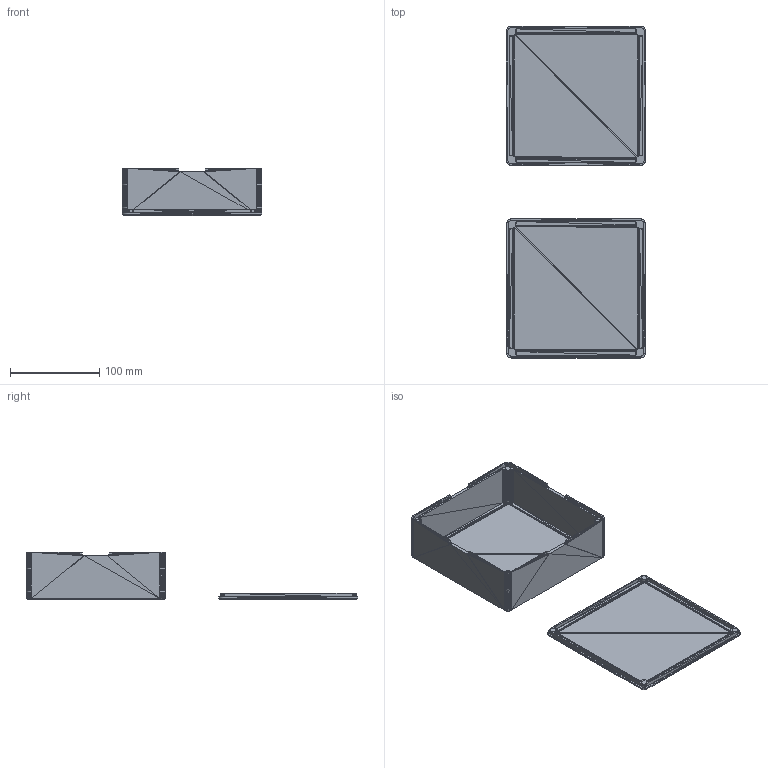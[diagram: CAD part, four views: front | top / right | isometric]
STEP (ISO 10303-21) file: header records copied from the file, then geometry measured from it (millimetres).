
FILE_DESCRIPTION(/* description */ (''),/* implementation_level */ '2;1');
FILE_NAME(/* name */ 'snatch-box v11.step',/* time_stamp */ '2025-04-10T14:25:37+01:00',/* author */ (''),/* organization */ (''),/* preprocessor_version */ 'ST-DEVELOPER v20.1',/* originating_system */ 'Autodesk Translation Framework v14.4.0.0',/* authorisation */ '');
FILE_SCHEMA (('AUTOMOTIVE_DESIGN { 1 0 10303 214 3 1 1 }'));
Length unit declared in the file: millimetre
Products named in the file (1): snatch-box
Bounding box: 156.4 x 372.4 x 53.2 mm (x, y, z)
Volume: 259133 mm3; surface area: 165579.8 mm2
Topology: 2 solids, 10 shells, 2644 faces, 4366 edges, 1744 vertices
Faces by surface type: plane 2644
Entity records: 55266 total; most frequent: DIRECTION 9656, CARTESIAN_POINT 8755, ORIENTED_EDGE 8732, LINE 4366, VECTOR 4366, EDGE_CURVE 4366, EDGE_LOOP 2646, AXIS2_PLACEMENT_3D 2645
